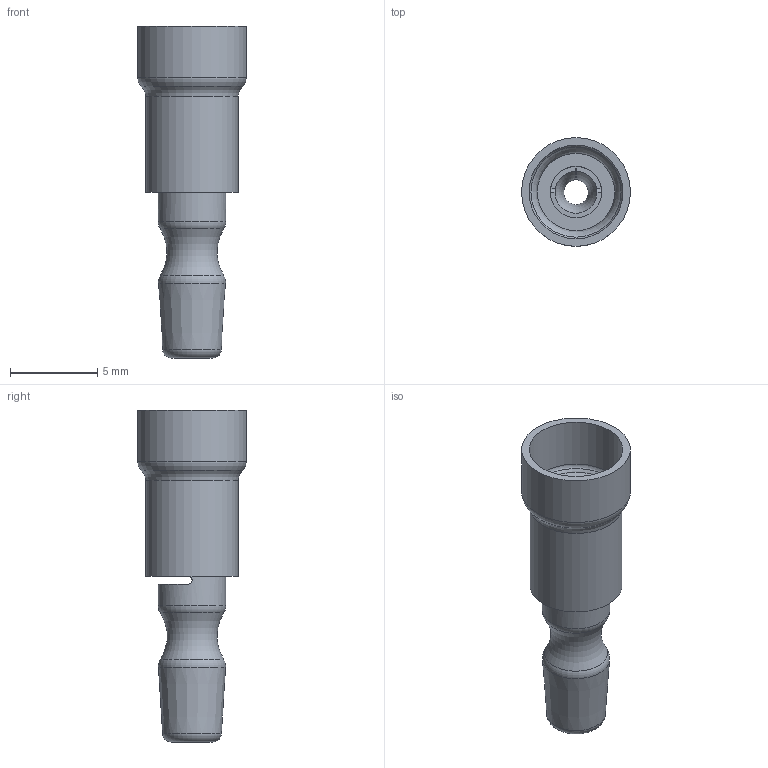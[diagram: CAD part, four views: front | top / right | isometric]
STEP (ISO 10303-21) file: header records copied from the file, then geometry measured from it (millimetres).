
FILE_DESCRIPTION(/* description */ (''),/* implementation_level */ '2;1');
FILE_NAME(/* name */ '16-14 male pin blue.stp',/* time_stamp */ '2013-07-21T11:58:32-04:00',/* author */ ('Saville'),/* organization */ (''),/* preprocessor_version */ 'ST-DEVELOPER v15.2',/* originating_system */ 'Autodesk Inventor 2014',/* authorisation */ '');
FILE_SCHEMA (('AUTOMOTIVE_DESIGN { 1 0 10303 214 3 1 1 }'));
Length unit declared in the file: inch
Products named in the file (1): Part2
Bounding box: 6.22 x 6.22 x 19 mm (x, y, z)
Volume: 181.3 mm3; surface area: 676 mm2
Topology: 2 solids, 2 shells, 48 faces, 122 edges, 76 vertices
Faces by surface type: plane 18, cylinder 16, torus 9, cone 3, bspline 2
Full cylindrical faces by diameter (mm): 2.4 x1, 2.946 x1, 4.42 x2, 5.283 x1, 5.359 x1, 6.223 x1
Entity records: 1796 total; most frequent: CARTESIAN_POINT 694, ORIENTED_EDGE 222, DIRECTION 206, EDGE_CURVE 107, AXIS2_PLACEMENT_3D 84, VERTEX_POINT 72, EDGE_LOOP 63, ADVANCED_FACE 48
